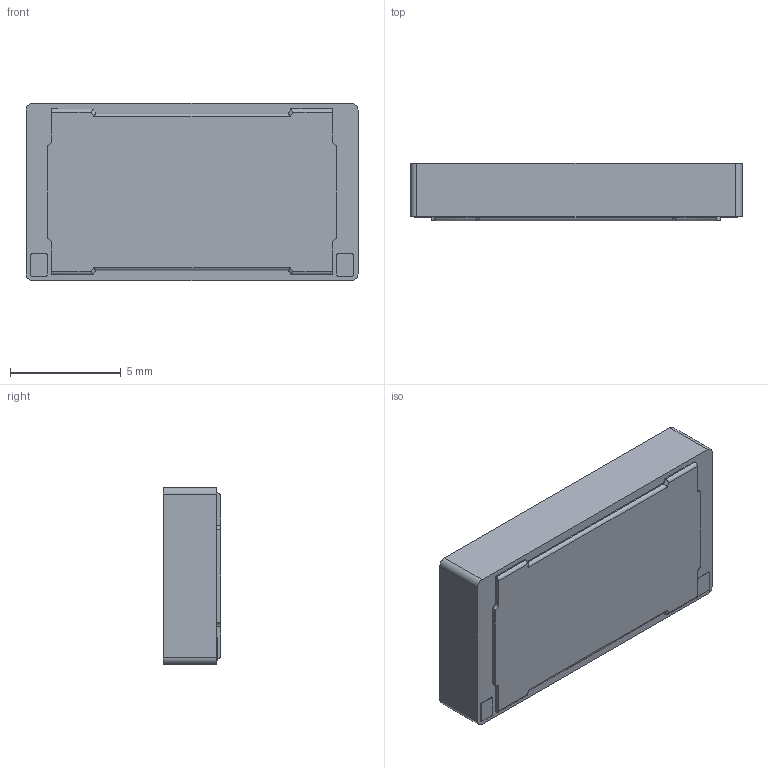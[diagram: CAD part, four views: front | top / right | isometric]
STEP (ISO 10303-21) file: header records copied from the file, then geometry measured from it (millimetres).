
FILE_DESCRIPTION (( 'STEP AP203' ), '1' );
FILE_NAME ('SP-1508.STEP', '2016-09-08T20:49:22', ( 'Gem' ), ( '' ), 'SwSTEP 2.0', 'SolidWorks 2013', '' );
FILE_SCHEMA (( 'CONFIG_CONTROL_DESIGN' ));
Length unit declared in the file: millimetre
Products named in the file (1): SP-1508
Bounding box: 15 x 2.6 x 8 mm (x, y, z)
Volume: 278 mm3; surface area: 383.4 mm2
Topology: 1 solids, 1 shells, 77 faces, 202 edges, 132 vertices
Faces by surface type: plane 43, cylinder 34
Entity records: 2443 total; most frequent: CARTESIAN_POINT 436, ORIENTED_EDGE 404, DIRECTION 402, EDGE_CURVE 202, LINE 142, VECTOR 142, VERTEX_POINT 132, AXIS2_PLACEMENT_3D 130
